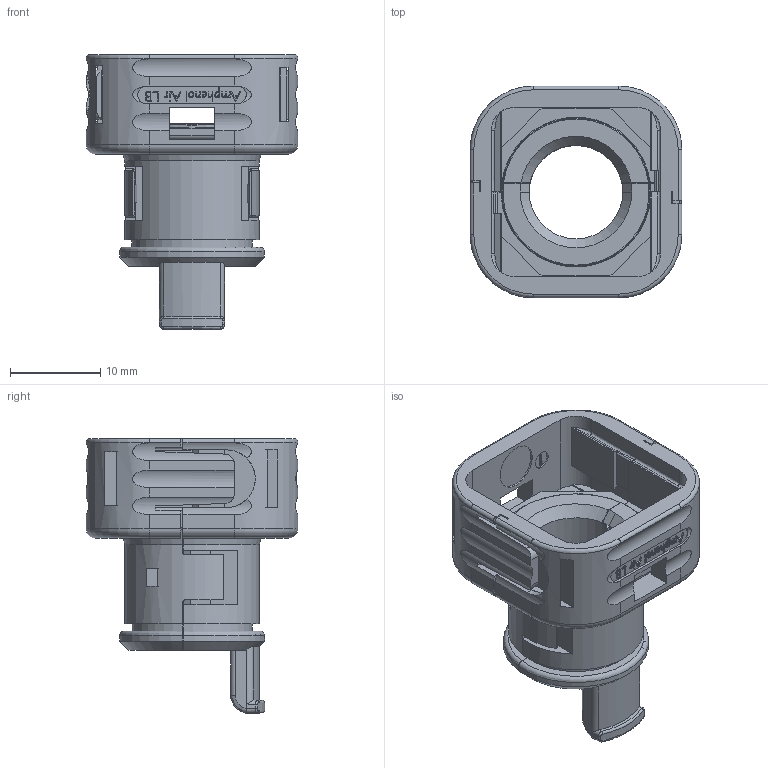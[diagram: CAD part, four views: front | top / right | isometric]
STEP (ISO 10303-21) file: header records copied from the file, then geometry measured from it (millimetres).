
FILE_DESCRIPTION((''),'2;1');
FILE_NAME('SIM2B2A14A','2019-09-18T',('presta_be4'),(''),'PRO/ENGINEER BY PARAMETRIC TECHNOLOGY CORPORATION, 2014310','PRO/ENGINEER BY PARAMETRIC TECHNOLOGY CORPORATION, 2014310','');
FILE_SCHEMA(('CONFIG_CONTROL_DESIGN'));
Length unit declared in the file: millimetre
Products named in the file (1): SIM2B2A14A
Bounding box: 23.4 x 23.4 x 30.4 mm (x, y, z)
Volume: 3453.5 mm3; surface area: 4980 mm2
Topology: 1 solids, 1 shells, 1026 faces, 2855 edges, 1860 vertices
Faces by surface type: plane 481, extrusion 322, cylinder 146, torus 35, bspline 34, cone 8
Entity records: 43056 total; most frequent: CARTESIAN_POINT 18406, ORIENTED_EDGE 5694, DIRECTION 3926, EDGE_CURVE 2847, VECTOR 1930, VERTEX_POINT 1860, LINE 1608, B_SPLINE_CURVE_WITH_KNOTS 1233
